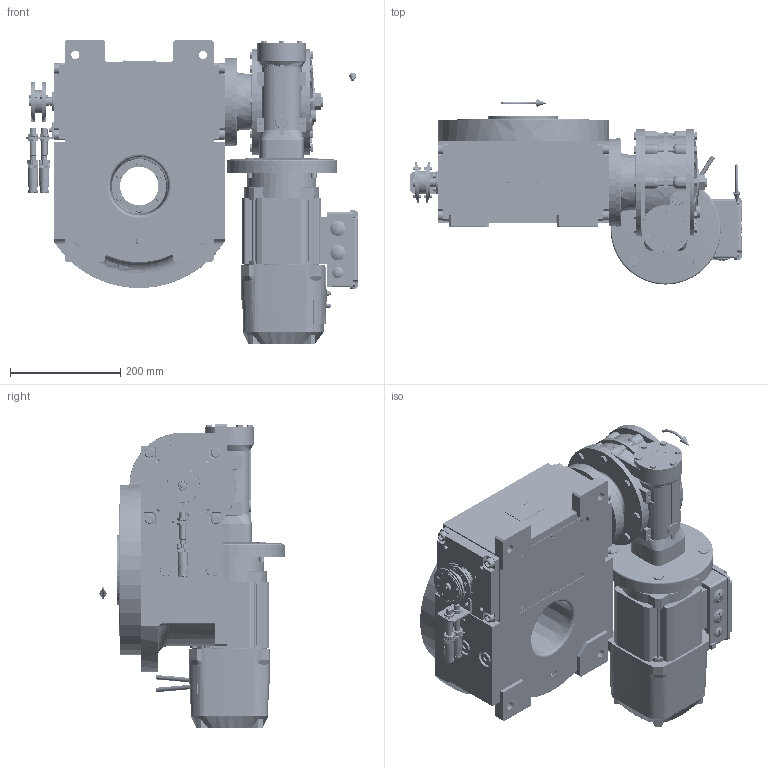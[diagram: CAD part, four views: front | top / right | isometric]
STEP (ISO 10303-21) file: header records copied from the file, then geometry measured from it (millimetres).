
FILE_DESCRIPTION (( 'STEP AP203' ), '1' );
FILE_NAME ('PC5201806.step', '2026-02-04T10:19:07', ( '' ), ( '' ), 'SwSTEP 2.0', 'SolidWorks 2020', '' );
FILE_SCHEMA (( 'CONFIG_CONTROL_DESIGN' ));
Length unit declared in the file: millimetre
Products named in the file (96): cfn2151_01_170; AS_rig09_071_6_m; cfn2000_01_081; cfn2003_01_054; cfn2128_04_002; AS_900_00_00_005; cfn2070_05_009; rig09_071_6_m.stp; freccia_angolare_albero; AS_rig09_002_bl_003; rig09_004; CFN2203_02_002.stp; cfn2104_01_018; AS_cfn2400_04_024; RMI85_F3_LCB_SX_80B5; cfn2000_01_126; cfn2151_01_115; cfn2155_01_196; rig09_010_s_001; olio_agip_blasia_150; AS_rig09_017; 900_38_10_028; AS_rig09_004; RIG09_005_AF0.stp; CFN2356_03_053.stp; RIG09_021_AF0.stp; AS_900_38_10_028; DRN80MK4BE1HRFF; PC5201806; cfn2077_01_036; CFN2223_02_004.stp; cfn2000_01_099; cfn2155_01_095; rig09_017; 900_38_30_003; cfn2055_01_002; CFN2000_01_185.stp; cfn2107_01_001; CFN2010_01_020.stp; cfn2000_01_161 ...
Assembly tree (88 placements, depth 5):
  cfn2151_01_170
  CFN2203_02_002.stp
  cfn2151_01_115
  olio_agip_blasia_150
  CFN2356_03_053.stp
Bounding box: 602.5 x 336 x 551.5 mm (x, y, z)
Volume: 15915967.5 mm3; surface area: 1971019.8 mm2
Topology: 76 solids, 79 shells, 6288 faces, 16062 edges, 10259 vertices
Faces by surface type: plane 2930, cylinder 2032, cone 964, torus 251, bspline 101, sphere 10
Entity records: 191461 total; most frequent: CARTESIAN_POINT 57140, ORIENTED_EDGE 26172, DIRECTION 25597, EDGE_CURVE 13086, AXIS2_PLACEMENT_3D 9378, VERTEX_POINT 8433, VECTOR 6841, LINE 6841
